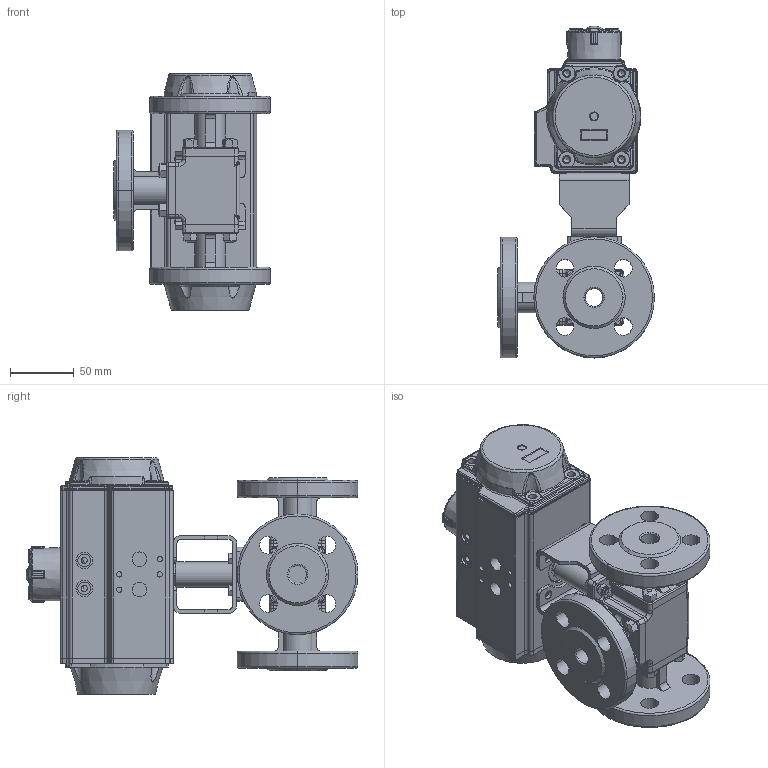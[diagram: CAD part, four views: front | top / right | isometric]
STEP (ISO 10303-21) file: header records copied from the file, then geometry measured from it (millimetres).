
FILE_DESCRIPTION(/* description */ ('Unknown'),/* implementation_level */ '2;1');
FILE_NAME(/* name */ 'PE02 9342_9343-04',/* time_stamp */ '2025-03-20T11:20:28+01:00',/* author */ ('Unknown'),/* organization */ ('Unknown'),/* preprocessor_version */ 'ST-DEVELOPER v19.4',/* originating_system */ 'Solid Edge',/* authorisation */ 'Unknown');
FILE_SCHEMA (('AUTOMOTIVE_DESIGN {1 0 10303 214 3 1 1}'));
Products named in the file (22): PE02 9342_9343-04; 9342_9343-04; 概极; 概裔; 概裝; NUT  M14 GB _GB_FASTENER_NUT_STNAB M14-C; Nut Stopper; 蟈諉蹟邡; 49899004_Brücke F05_F03 Höhe 50; PD03_PE02; vt65-2016-06-25; Optische Anzeige; ______; ________(___________; cup head nib bolts with large head gb_GB_FASTENER_BOLT_CHNBW M6X25-N; ____65______ ______; VT65_____________MIR; zhou65; VTE65____; DIN 933 M5x16 A2-70 BLK_EDST; WUERTH 03225 hexagonal nut DIN 934  M5 A2 BLK_EDST; 49860201_Spindeladapter Edelstahl_SW14x14x15_Tasche 9x9x10,5_BL 61,5_
ø20
Assembly tree (44 placements, depth 4):
  PE02 9342_9343-04
    9342_9343-04
      概极
      概裔  x3
      概裝
      NUT  M14 GB _GB_FASTENER_NUT_STNAB M14-C
      Nut Stopper
      蟈諉蹟邡  x12
    49899004_Brücke F05_F03 Höhe 50
    PD03_PE02
      vt65-2016-06-25
      Optische Anzeige
        ______
        ________(___________  x4
        cup head nib bolts with large head gb_GB_FASTENER_BOLT_CHNBW M6X25-N
      ____65______ ______  x2
      VT65_____________MIR
      zhou65
      VTE65____
    DIN 933 M5x16 A2-70 BLK_EDST  x4
    WUERTH 03225 hexagonal nut DIN 934  M5 A2 BLK_EDST  x4
    49860201_Spindeladapter Edelstahl_SW14x14x15_Tasche 9x9x10,5_BL 61,5_
ø20
Bounding box: 123.5 x 261.31 x 186.5 mm (x, y, z)
Volume: 1158841.1 mm3; surface area: 358566.4 mm2
Topology: 41 solids, 41 shells, 3368 faces, 8531 edges, 5368 vertices
Faces by surface type: plane 1264, cylinder 1061, bspline 501, torus 312, cone 197, sphere 33
Full cylindrical faces by diameter (mm): 3 x16, 3.3 x8, 4.134 x12, 4.66 x1, 4.917 x15, 5 x5, 6 x5, 6.2 x1, 6.5 x4, 6.647 x4, 7 x4, 8 x4, 10 x8, 11 x1, 11.4 x1, 11.445 x2, 12 x1, 12.5 x2, 12.9 x1, 13 x2, 14 x5, 15 x1, 16.2 x18, 17 x2, 20 x3, 22.5 x1, 24.2 x1, 24.4 x1, 25 x1, 28 x4
Entity records: 90443 total; most frequent: CARTESIAN_POINT 34584, ORIENTED_EDGE 11908, DIRECTION 10343, EDGE_CURVE 5954, VERTEX_POINT 3949, AXIS2_PLACEMENT_3D 3854, FACE_BOUND 2951, EDGE_LOOP 2927
